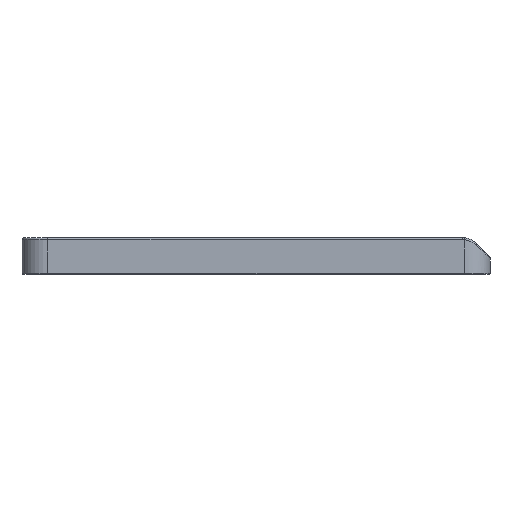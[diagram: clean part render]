
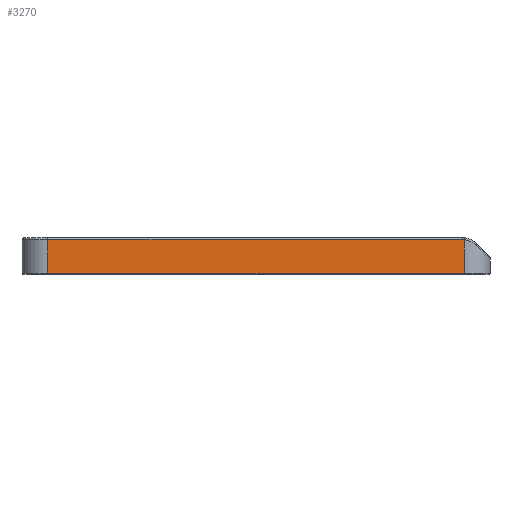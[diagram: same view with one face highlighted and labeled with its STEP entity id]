
A CAD part, left-side view. The second image highlights one B-rep face of the part: STEP entity #3270.
In plain terms, the highlighted planar face has unit normal (-1, 0, 0).
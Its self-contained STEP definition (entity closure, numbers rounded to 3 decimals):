
#99=PLANE('',#3666);
#331=LINE('',#5934,#553);
#342=LINE('',#5965,#564);
#343=LINE('',#5968,#565);
#344=LINE('',#5969,#566);
#553=VECTOR('',#4581,10.);
#564=VECTOR('',#4612,10.);
#565=VECTOR('',#4617,10.);
#566=VECTOR('',#4618,10.);
#825=FACE_OUTER_BOUND('',#1061,.T.);
#1061=EDGE_LOOP('',(#2791,#2792,#2793,#2794,#2795));
#1292=CIRCLE('',#3618,4.263);
#1627=VERTEX_POINT('',#5811);
#1629=VERTEX_POINT('',#5824);
#1659=VERTEX_POINT('',#5931);
#1668=VERTEX_POINT('',#5962);
#1669=VERTEX_POINT('',#5964);
#1998=EDGE_CURVE('',#1629,#1627,#1292,.T.);
#2053=EDGE_CURVE('',#1627,#1659,#331,.T.);
#2068=EDGE_CURVE('',#1668,#1669,#342,.T.);
#2070=EDGE_CURVE('',#1659,#1668,#343,.T.);
#2071=EDGE_CURVE('',#1669,#1629,#344,.T.);
#2791=ORIENTED_EDGE('',*,*,#2070,.F.);
#2792=ORIENTED_EDGE('',*,*,#2053,.F.);
#2793=ORIENTED_EDGE('',*,*,#1998,.F.);
#2794=ORIENTED_EDGE('',*,*,#2071,.F.);
#2795=ORIENTED_EDGE('',*,*,#2068,.F.);
#3270=ADVANCED_FACE('',(#825),#99,.F.);
#3618=AXIS2_PLACEMENT_3D('',#5826,#4466,#4467);
#3666=AXIS2_PLACEMENT_3D('',#5967,#4615,#4616);
#4466=DIRECTION('center_axis',(1.,0.,0.));
#4467=DIRECTION('ref_axis',(0.,-0.04,0.999));
#4581=DIRECTION('',(0.,0.,-1.));
#4612=DIRECTION('',(0.,0.,1.));
#4615=DIRECTION('center_axis',(1.,0.,0.));
#4616=DIRECTION('ref_axis',(0.,0.,-1.));
#4617=DIRECTION('',(0.,1.,0.));
#4618=DIRECTION('',(0.,-1.,0.));
#5811=CARTESIAN_POINT('',(-1.731,1.486,8.783));
#5824=CARTESIAN_POINT('',(-1.731,1.872,8.8));
#5826=CARTESIAN_POINT('Origin',(-1.731,1.872,4.538));
#5931=CARTESIAN_POINT('',(-1.731,1.486,0.5));
#5934=CARTESIAN_POINT('',(-1.731,1.486,1.5));
#5962=CARTESIAN_POINT('',(-1.731,104.036,0.5));
#5964=CARTESIAN_POINT('',(-1.731,104.036,8.8));
#5965=CARTESIAN_POINT('',(-1.731,104.036,1.5));
#5967=CARTESIAN_POINT('Origin',(-1.731,109.162,1.5));
#5968=CARTESIAN_POINT('',(-1.731,80.961,0.5));
#5969=CARTESIAN_POINT('',(-1.731,80.961,8.8));
